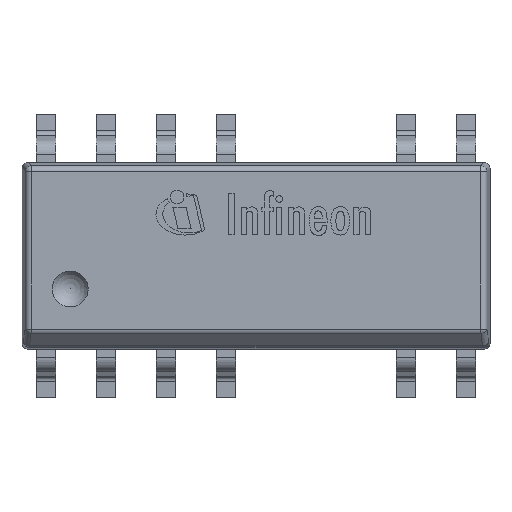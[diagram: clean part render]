
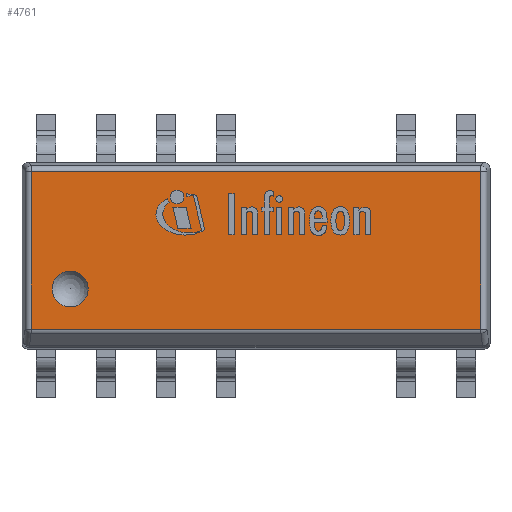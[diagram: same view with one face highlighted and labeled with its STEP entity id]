
A CAD part, top view. The second image highlights one B-rep face of the part: STEP entity #4761.
In plain terms, the highlighted planar face has unit normal (0, 0, 1).
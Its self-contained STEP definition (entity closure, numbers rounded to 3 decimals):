
#101=FACE_BOUND('',#1485,.T.);
#102=FACE_BOUND('',#1486,.T.);
#119=PLANE('',#5102);
#235=LINE('',#7386,#628);
#239=LINE('',#7409,#632);
#250=LINE('',#7446,#643);
#253=LINE('',#7450,#646);
#628=VECTOR('',#5719,9.516);
#632=VECTOR('',#5745,3.326);
#643=VECTOR('',#5788,9.516);
#646=VECTOR('',#5793,3.326);
#1485=EDGE_LOOP('',(#3361));
#1486=EDGE_LOOP('',(#3362,#3363,#3364,#3365));
#1778=CIRCLE('',#5103,0.38);
#2083=VERTEX_POINT('',#7371);
#2086=VERTEX_POINT('',#7378);
#2092=VERTEX_POINT('',#7395);
#2094=VERTEX_POINT('',#7401);
#2109=VERTEX_POINT('',#7465);
#2565=EDGE_CURVE('',#2086,#2083,#235,.T.);
#2576=EDGE_CURVE('',#2094,#2086,#239,.T.);
#2595=EDGE_CURVE('',#2092,#2094,#250,.T.);
#2598=EDGE_CURVE('',#2083,#2092,#253,.T.);
#2606=EDGE_CURVE('',#2109,#2109,#1778,.T.);
#3361=ORIENTED_EDGE('',*,*,#2606,.T.);
#3362=ORIENTED_EDGE('',*,*,#2565,.F.);
#3363=ORIENTED_EDGE('',*,*,#2576,.F.);
#3364=ORIENTED_EDGE('',*,*,#2595,.F.);
#3365=ORIENTED_EDGE('',*,*,#2598,.F.);
#4761=ADVANCED_FACE('',(#101,#102),#119,.T.);
#5102=AXIS2_PLACEMENT_3D('',#7464,#5810,#5811);
#5103=AXIS2_PLACEMENT_3D('',#7466,#5812,#5813);
#5719=DIRECTION('',(1.,0.,0.));
#5745=DIRECTION('',(0.,1.,0.));
#5788=DIRECTION('',(-1.,0.,0.));
#5793=DIRECTION('',(0.,-1.,0.));
#5810=DIRECTION('center_axis',(0.,0.,1.));
#5811=DIRECTION('ref_axis',(1.,0.,0.));
#5812=DIRECTION('center_axis',(0.,0.,-1.));
#5813=DIRECTION('ref_axis',(0.,1.,0.));
#7371=CARTESIAN_POINT('',(4.758,1.778,1.65));
#7378=CARTESIAN_POINT('',(-4.758,1.778,1.65));
#7386=CARTESIAN_POINT('',(1.238,1.778,1.65));
#7395=CARTESIAN_POINT('',(4.758,-1.548,1.65));
#7401=CARTESIAN_POINT('',(-4.758,-1.548,1.65));
#7409=CARTESIAN_POINT('',(-4.758,0.493,1.65));
#7446=CARTESIAN_POINT('',(0.,-1.548,1.65));
#7450=CARTESIAN_POINT('',(4.758,-0.492,1.65));
#7464=CARTESIAN_POINT('Origin',(0.,0.,
1.65));
#7465=CARTESIAN_POINT('',(-3.93,-1.08,1.65));
#7466=CARTESIAN_POINT('Origin',(-3.93,-0.7,1.65));
